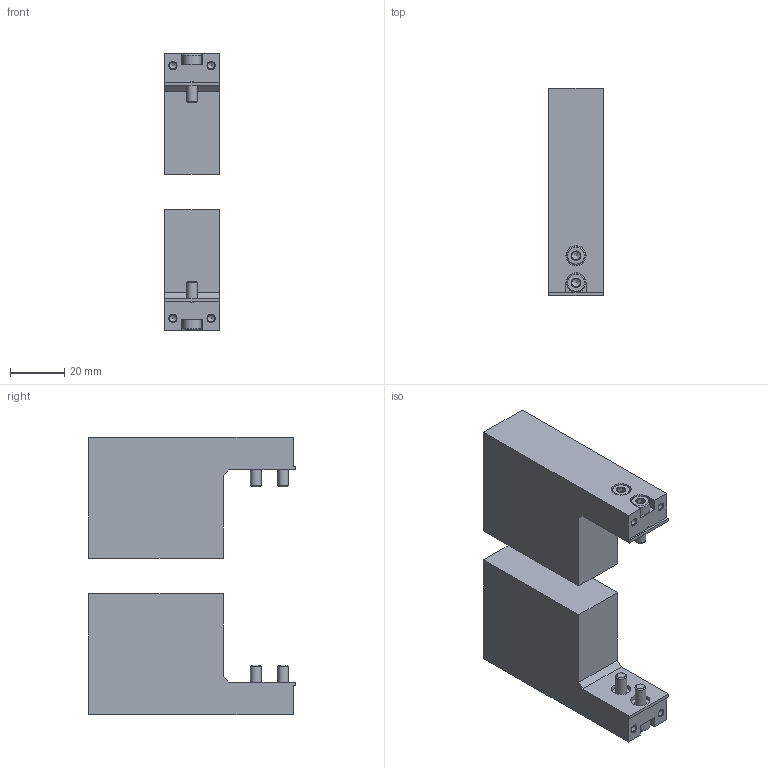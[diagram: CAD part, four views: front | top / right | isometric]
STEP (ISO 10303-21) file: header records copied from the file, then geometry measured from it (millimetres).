
FILE_DESCRIPTION(/* description */ ('STEP AP214'),/* implementation_level */ '2;1');
FILE_NAME(/* name */ '1180949_BUB-HGPD-25',/* time_stamp */ '2024-08-05T15:27:27+02:00',/* author */ ('License CC BY-ND 4.0'),/* organization */ ('CADENAS'),/* preprocessor_version */ 'ST-DEVELOPER v19.3',/* originating_system */ 'PARTsolutions',/* authorisation */ ' ');
FILE_SCHEMA (('AUTOMOTIVE_DESIGN {1 0 10303 214 3 1 1}'));
Length unit declared in the file: millimetre
Products named in the file (3): 1180949 BUB-HGPD-25; 1180949 BUB-HGPD-25---(P); DIN-912 - M4x14(F)
Assembly tree (6 placements, depth 2):
  1180949 BUB-HGPD-25
    1180949 BUB-HGPD-25---(P)  x2
    DIN-912 - M4x14(F)  x4
Bounding box: 20 x 76 x 102 mm (x, y, z)
Volume: 100322.8 mm3; surface area: 21860.3 mm2
Topology: 6 solids, 6 shells, 170 faces, 348 edges, 200 vertices
Faces by surface type: plane 94, cone 52, cylinder 24
Full cylindrical faces by diameter (mm): 2.459 x4, 4 x4, 4.3 x4, 7 x8, 7.4 x2
Entity records: 1519 total; most frequent: DIRECTION 259, CARTESIAN_POINT 258, ORIENTED_EDGE 198, AXIS2_PLACEMENT_3D 102, EDGE_CURVE 99, FACE_BOUND 86, EDGE_LOOP 83, VERTEX_POINT 71
